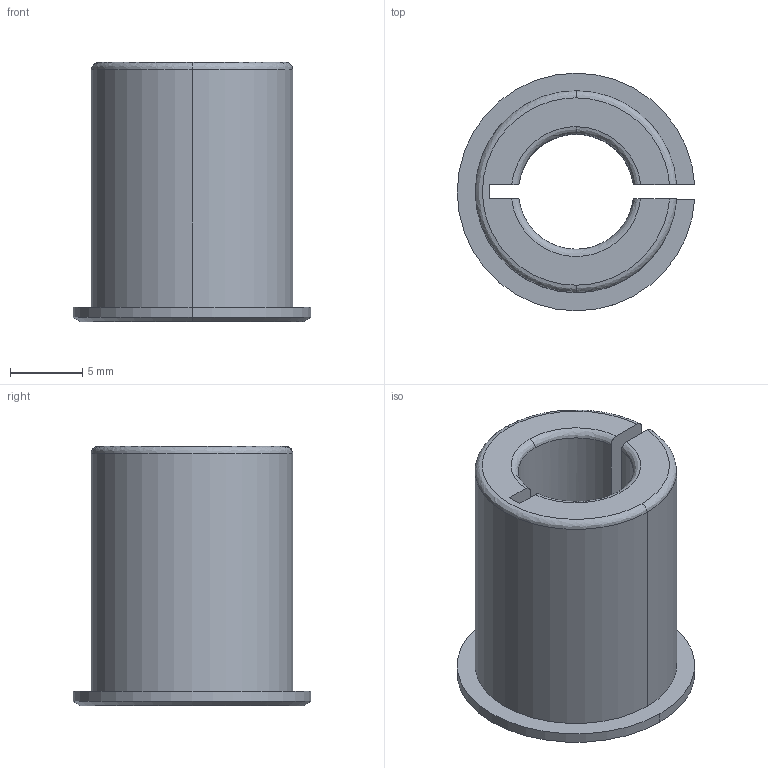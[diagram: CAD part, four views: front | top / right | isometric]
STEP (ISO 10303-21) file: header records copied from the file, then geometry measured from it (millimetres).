
FILE_DESCRIPTION (( 'STEP AP214' ), '1' );
FILE_NAME ('FB-060-L2-P2-朴8ㄗ覃淕杶ㄘ-朴38.1-朴66.7-M4-32.STEP', '2024-01-04T12:16:15', ( '' ), ( '' ), 'SwSTEP 2.0', 'SolidWorks 2013', '' );
FILE_SCHEMA (( 'AUTOMOTIVE_DESIGN' ));
Length unit declared in the file: millimetre
Products named in the file (2): FB-060-L2-P2-朴8ㄗ覃淕杶ㄘ-朴38.1-朴66.7-M4-32; 输入调整套14-8
Assembly tree (1 placements, depth 2):
  FB-060-L2-P2-朴8ㄗ覃淕杶ㄘ-朴38.1-朴66.7-M4-32
    输入调整套14-8
Bounding box: 16.48 x 16.5 x 18 mm (x, y, z)
Volume: 1827.1 mm3; surface area: 1688.9 mm2
Topology: 1 solids, 1 shells, 26 faces, 68 edges, 44 vertices
Faces by surface type: cylinder 9, plane 8, bspline 6, cone 3
Entity records: 1068 total; most frequent: CARTESIAN_POINT 393, ORIENTED_EDGE 136, DIRECTION 127, EDGE_CURVE 68, AXIS2_PLACEMENT_3D 49, VERTEX_POINT 44, VECTOR 29, LINE 29
